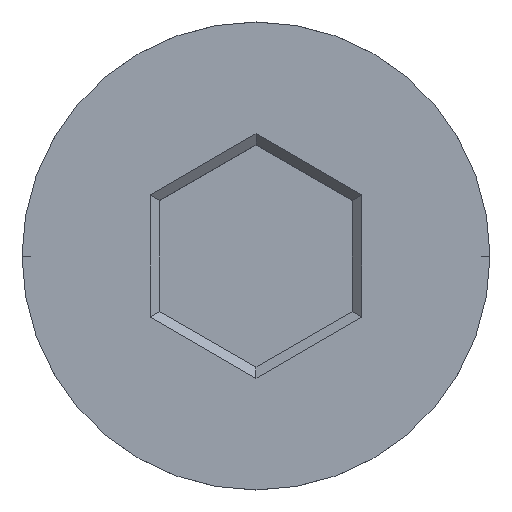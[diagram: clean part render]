
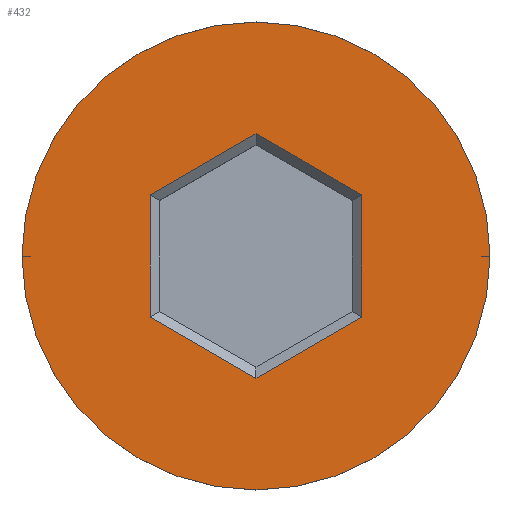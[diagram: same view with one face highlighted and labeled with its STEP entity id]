
A CAD part, top view. The second image highlights one B-rep face of the part: STEP entity #432.
In plain terms, the highlighted planar face has unit normal (0, 0, 1).
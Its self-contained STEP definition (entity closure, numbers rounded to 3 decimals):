
#5 = DIRECTION ( 'NONE',  ( -0.866, 0.5, 0. ) ) ;
#44 = DIRECTION ( 'NONE',  ( 0., 1., 0. ) ) ;
#87 = VECTOR ( 'NONE', #1288, 1000. ) ;
#94 = LINE ( 'NONE', #510, #699 ) ;
#111 = CIRCLE ( 'NONE', #794, 4.75 ) ;
#122 = DIRECTION ( 'NONE',  ( 0., 0., 1. ) ) ;
#127 = FACE_OUTER_BOUND ( 'NONE', #1384, .T. ) ;
#172 = EDGE_CURVE ( 'NONE', #583, #233, #407, .T. ) ;
#183 = EDGE_CURVE ( 'NONE', #853, #1198, #748, .T. ) ;
#198 = VERTEX_POINT ( 'NONE', #1304 ) ;
#204 = CARTESIAN_POINT ( 'NONE',  ( 0., 0., 0. ) ) ;
#223 = DIRECTION ( 'NONE',  ( 1., 0., 0. ) ) ;
#233 = VERTEX_POINT ( 'NONE', #312 ) ;
#240 = CARTESIAN_POINT ( 'NONE',  ( 0., 0., 0. ) ) ;
#245 = CARTESIAN_POINT ( 'NONE',  ( -2.05, -1.299, 0. ) ) ;
#307 = FACE_BOUND ( 'NONE', #1344, .T. ) ;
#312 = CARTESIAN_POINT ( 'NONE',  ( -2.15, -1.241, 0. ) ) ;
#394 = ORIENTED_EDGE ( 'NONE', *, *, #426, .T. ) ;
#407 = LINE ( 'NONE', #245, #577 ) ;
#424 = CARTESIAN_POINT ( 'NONE',  ( 2.05, 1.299, 0. ) ) ;
#426 = EDGE_CURVE ( 'NONE', #1059, #198, #111, .T. ) ;
#432 = ADVANCED_FACE ( 'NONE', ( #307, #127 ), #1397, .T. ) ;
#493 = CARTESIAN_POINT ( 'NONE',  ( 0., 2.483, 0. ) ) ;
#506 = CARTESIAN_POINT ( 'NONE',  ( 2.15, 1.241, 0. ) ) ;
#510 = CARTESIAN_POINT ( 'NONE',  ( 2.15, -1.126, 0. ) ) ;
#514 = CARTESIAN_POINT ( 'NONE',  ( -2.15, 1.241, 0. ) ) ;
#529 = ORIENTED_EDGE ( 'NONE', *, *, #172, .T. ) ;
#534 = DIRECTION ( 'NONE',  ( 0., 0., 1. ) ) ;
#543 = ORIENTED_EDGE ( 'NONE', *, *, #956, .T. ) ;
#551 = EDGE_CURVE ( 'NONE', #1287, #583, #1362, .T. ) ;
#577 = VECTOR ( 'NONE', #5, 1000. ) ;
#583 = VERTEX_POINT ( 'NONE', #712 ) ;
#699 = VECTOR ( 'NONE', #835, 1000. ) ;
#712 = CARTESIAN_POINT ( 'NONE',  ( 0., -2.483, 0. ) ) ;
#734 = CARTESIAN_POINT ( 'NONE',  ( -0.1, 2.425, 0. ) ) ;
#748 = LINE ( 'NONE', #424, #1024 ) ;
#779 = AXIS2_PLACEMENT_3D ( 'NONE', #1320, #122, #870 ) ;
#794 = AXIS2_PLACEMENT_3D ( 'NONE', #240, #534, #223 ) ;
#800 = EDGE_CURVE ( 'NONE', #1198, #1287, #94, .T. ) ;
#804 = ORIENTED_EDGE ( 'NONE', *, *, #183, .T. ) ;
#835 = DIRECTION ( 'NONE',  ( 0., -1., 0. ) ) ;
#853 = VERTEX_POINT ( 'NONE', #493 ) ;
#870 = DIRECTION ( 'NONE',  ( 1., 0., 0. ) ) ;
#915 = CARTESIAN_POINT ( 'NONE',  ( 2.15, -1.241, 0. ) ) ;
#956 = EDGE_CURVE ( 'NONE', #233, #1068, #969, .T. ) ;
#969 = LINE ( 'NONE', #1222, #1403 ) ;
#973 = DIRECTION ( 'NONE',  ( 0.866, -0.5, 0. ) ) ;
#975 = EDGE_CURVE ( 'NONE', #1068, #853, #1278, .T. ) ;
#997 = ORIENTED_EDGE ( 'NONE', *, *, #800, .T. ) ;
#1024 = VECTOR ( 'NONE', #973, 1000. ) ;
#1044 = EDGE_CURVE ( 'NONE', #198, #1059, #1281, .T. ) ;
#1050 = AXIS2_PLACEMENT_3D ( 'NONE', #204, #1074, #1396 ) ;
#1059 = VERTEX_POINT ( 'NONE', #1388 ) ;
#1068 = VERTEX_POINT ( 'NONE', #514 ) ;
#1074 = DIRECTION ( 'NONE',  ( 0., 0., 1. ) ) ;
#1141 = ORIENTED_EDGE ( 'NONE', *, *, #975, .T. ) ;
#1162 = VECTOR ( 'NONE', #1219, 1000. ) ;
#1181 = CARTESIAN_POINT ( 'NONE',  ( 0.1, -2.425, 0. ) ) ;
#1198 = VERTEX_POINT ( 'NONE', #506 ) ;
#1211 = ORIENTED_EDGE ( 'NONE', *, *, #1044, .T. ) ;
#1219 = DIRECTION ( 'NONE',  ( -0.866, -0.5, 0. ) ) ;
#1222 = CARTESIAN_POINT ( 'NONE',  ( -2.15, 1.126, 0. ) ) ;
#1278 = LINE ( 'NONE', #734, #87 ) ;
#1281 = CIRCLE ( 'NONE', #1050, 4.75 ) ;
#1287 = VERTEX_POINT ( 'NONE', #915 ) ;
#1288 = DIRECTION ( 'NONE',  ( 0.866, 0.5, 0. ) ) ;
#1304 = CARTESIAN_POINT ( 'NONE',  ( 4.75, 0., 0. ) ) ;
#1320 = CARTESIAN_POINT ( 'NONE',  ( 0., 0., 0. ) ) ;
#1325 = ORIENTED_EDGE ( 'NONE', *, *, #551, .T. ) ;
#1344 = EDGE_LOOP ( 'NONE', ( #529, #543, #1141, #804, #997, #1325 ) ) ;
#1362 = LINE ( 'NONE', #1181, #1162 ) ;
#1384 = EDGE_LOOP ( 'NONE', ( #1211, #394 ) ) ;
#1388 = CARTESIAN_POINT ( 'NONE',  ( -4.75, 0., 0. ) ) ;
#1396 = DIRECTION ( 'NONE',  ( 1., 0., 0. ) ) ;
#1397 = PLANE ( 'NONE',  #779 ) ;
#1403 = VECTOR ( 'NONE', #44, 1000. ) ;
